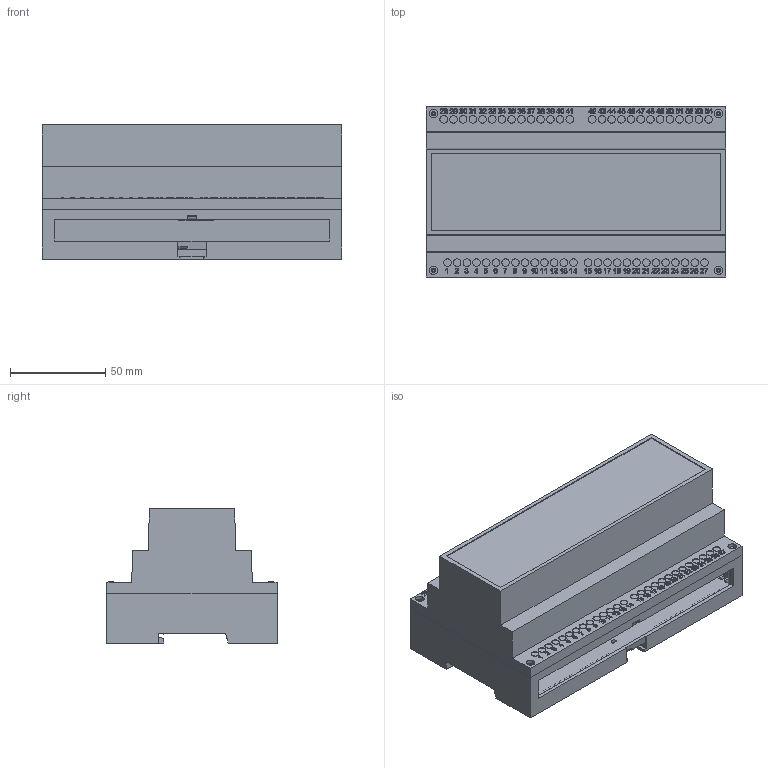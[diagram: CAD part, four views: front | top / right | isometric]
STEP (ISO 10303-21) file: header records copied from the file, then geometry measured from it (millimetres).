
FILE_DESCRIPTION( ( 'STEP AP214' ), '1' );
FILE_NAME( ' ', ' ', ( ' ' ), ( ' ' ), 'PSStep 11.0', 'VISI 17.0', ' ' );
FILE_SCHEMA( ( 'AUTOMOTIVE_DESIGN { 1 0 10303 214 1 1 1 1 }' ) );
Length unit declared in the file: millimetre
Products named in the file (2): 1; 2
Bounding box: 157.5 x 89.8 x 70.6 mm (x, y, z)
Volume: 113614.3 mm3; surface area: 119972.1 mm2
Topology: 2 solids, 2 shells, 2921 faces, 8052 edges, 5384 vertices
Faces by surface type: extrusion 1509, plane 1236, cylinder 154, bspline 8, cone 6, torus 4, sphere 4
Full cylindrical faces by diameter (mm): 1.2 x10, 1.4 x4, 2.2 x4, 4 x81, 4.5 x4, 6 x4
Entity records: 116827 total; most frequent: CARTESIAN_POINT 25580, ORIENTED_EDGE 15694, DIRECTION 9462, EDGE_CURVE 7847, VECTOR 5994, VERTEX_POINT 5300, B_SPLINE_CURVE_WITH_KNOTS 4543, LINE 4485
